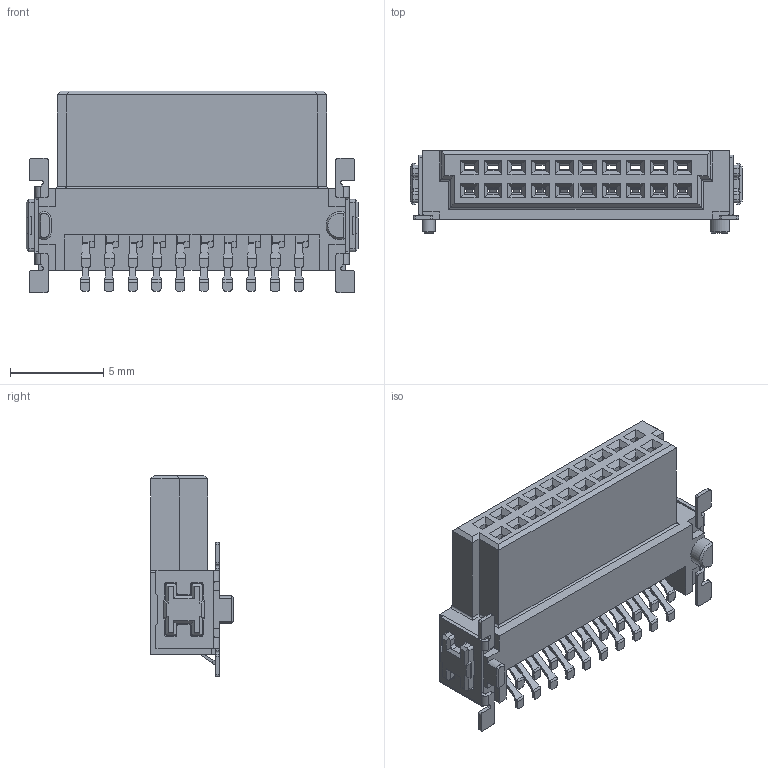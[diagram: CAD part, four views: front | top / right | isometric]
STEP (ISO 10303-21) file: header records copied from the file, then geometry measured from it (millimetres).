
FILE_DESCRIPTION((''),'2;1');
FILE_NAME('M55-6102042_ASM','2017-09-22T09:48:00',('sbennett'),(''),'CREO PARAMETRIC BY PTC INC, 2016510','CREO PARAMETRIC BY PTC INC, 2016510','');
FILE_SCHEMA(('CONFIG_CONTROL_DESIGN','SHAPE_APPEARANCE_LAYERS_GROUPS'));
Length unit declared in the file: millimetre
Products named in the file (5): M55-61020_MOULD; M55-610_SMALL_CONTACT; M55-610_LARGE_CONTACT; M55-710_STRAP; M55-6102042_ASM
Assembly tree (23 placements, depth 2):
  M55-6102042_ASM
    M55-61020_MOULD
    M55-610_SMALL_CONTACT  x10
    M55-610_LARGE_CONTACT  x10
    M55-710_STRAP  x2
Bounding box: 17.78 x 4.43 x 10.8 mm (x, y, z)
Volume: 312.7 mm3; surface area: 1841.6 mm2
Topology: 23 solids, 23 shells, 3649 faces, 8995 edges, 5404 vertices
Faces by surface type: cylinder 1418, plane 1308, torus 560, bspline 200, sphere 160, cone 3
Entity records: 34791 total; most frequent: CARTESIAN_POINT 5300, ORIENTED_EDGE 4100, DIRECTION 4011, PRESENTATION_STYLE_ASSIGNMENT 2353, STYLED_ITEM 2054, CURVE_STYLE 2050, EDGE_CURVE 2050, VECTOR 1491
